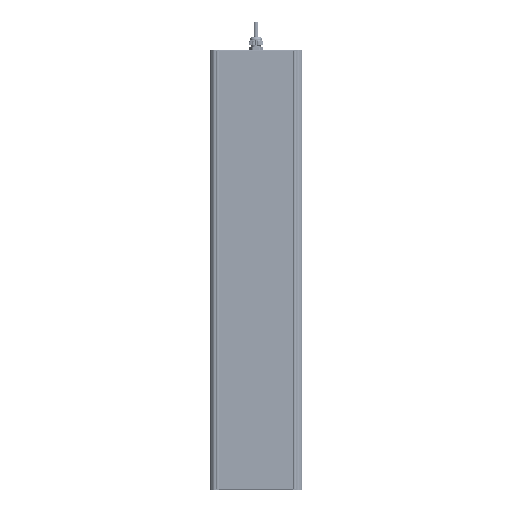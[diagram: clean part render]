
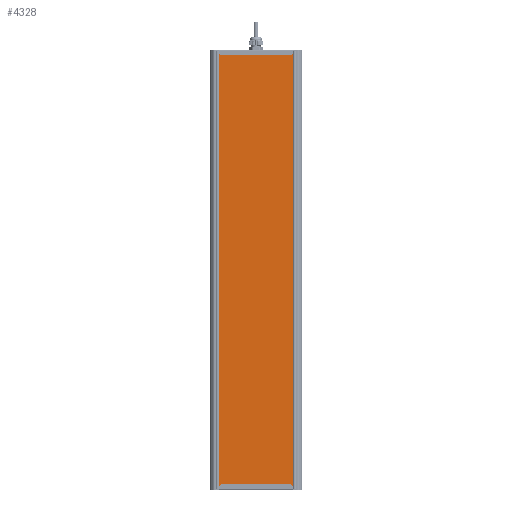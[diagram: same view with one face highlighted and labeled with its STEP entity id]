
A CAD part, front view. The second image highlights one B-rep face of the part: STEP entity #4328.
In plain terms, the highlighted face is planar.
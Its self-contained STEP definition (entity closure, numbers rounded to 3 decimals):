
#4328=ADVANCED_FACE('',(#16837),#16839,.T.);
#16837=FACE_BOUND('',#16838,.T.);
#16838=EDGE_LOOP('',(#48219,#48220,#48221,#48222));
#16839=PLANE('',#16840);
#16840=AXIS2_PLACEMENT_3D('',#16841,#16842,#16843);
#16841=CARTESIAN_POINT('',(2111.497,401.002,-34.582));
#16842=DIRECTION('',(0.,0.,-1.));
#16843=DIRECTION('',(0.,1.,0.));
#48219=ORIENTED_EDGE('',*,*,#56589,.F.);
#48220=ORIENTED_EDGE('',*,*,#56588,.T.);
#48221=ORIENTED_EDGE('',*,*,#56590,.F.);
#48222=ORIENTED_EDGE('',*,*,#56591,.F.);
#56588=EDGE_CURVE('',#63066,#63070,#63072,.T.);
#56589=EDGE_CURVE('',#63066,#63073,#63074,.T.);
#56590=EDGE_CURVE('',#63075,#63070,#63076,.T.);
#56591=EDGE_CURVE('',#63073,#63075,#63077,.T.);
#63066=VERTEX_POINT('',#83290);
#63070=VERTEX_POINT('',#83298);
#63072=LINE('',#83302,#83303);
#63073=VERTEX_POINT('',#83305);
#63074=LINE('',#83306,#83307);
#63075=VERTEX_POINT('',#83309);
#63076=LINE('',#83310,#83311);
#63077=LINE('',#83313,#83314);
#83290=CARTESIAN_POINT('',(2111.497,565.13,-34.582));
#83298=CARTESIAN_POINT('',(3007.497,565.13,-34.582));
#83302=CARTESIAN_POINT('',(2111.497,565.13,-34.582));
#83303=VECTOR('',#83304,1.);
#83304=DIRECTION('',(1.,0.,0.));
#83305=CARTESIAN_POINT('',(2111.497,401.002,-34.582));
#83306=CARTESIAN_POINT('',(2111.497,565.13,-34.582));
#83307=VECTOR('',#83308,1.);
#83308=DIRECTION('',(0.,-1.,0.));
#83309=CARTESIAN_POINT('',(3007.497,401.002,-34.582));
#83310=CARTESIAN_POINT('',(3007.497,401.002,-34.582));
#83311=VECTOR('',#83312,1.);
#83312=DIRECTION('',(0.,1.,0.));
#83313=CARTESIAN_POINT('',(2111.497,401.002,-34.582));
#83314=VECTOR('',#83315,1.);
#83315=DIRECTION('',(1.,0.,0.));
